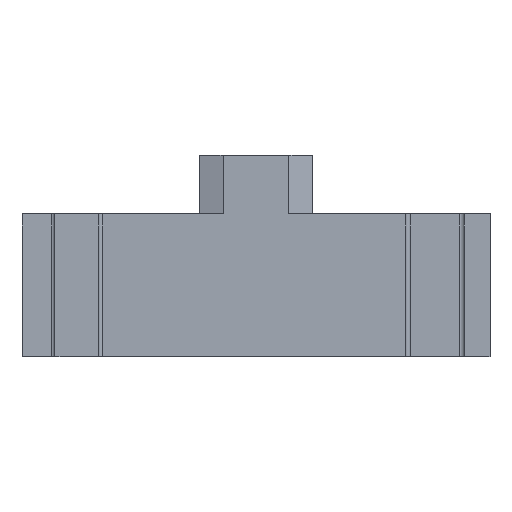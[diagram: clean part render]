
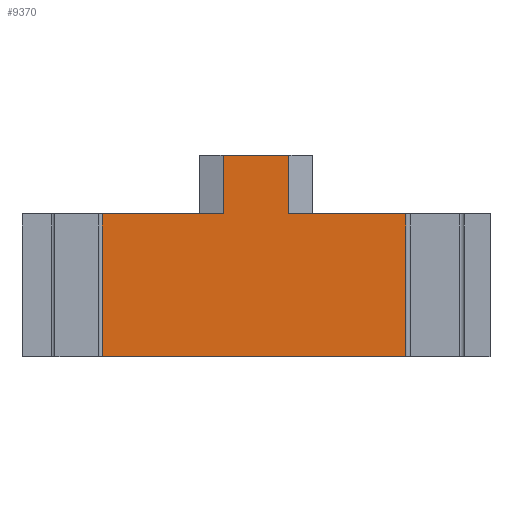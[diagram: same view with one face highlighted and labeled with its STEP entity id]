
A CAD part, front view. The second image highlights one B-rep face of the part: STEP entity #9370.
In plain terms, the highlighted planar face has unit normal (0, -1, 0).
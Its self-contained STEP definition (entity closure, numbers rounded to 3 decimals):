
#44 = PLANE('',#45);
#45 = AXIS2_PLACEMENT_3D('',#46,#47,#48);
#46 = CARTESIAN_POINT('',(-11.15,15.2,2.3));
#47 = DIRECTION('',(-0.,0.,-1.));
#48 = DIRECTION('',(0.,1.,0.));
#100 = PLANE('',#101);
#101 = AXIS2_PLACEMENT_3D('',#102,#103,#104);
#102 = CARTESIAN_POINT('',(-16.,32.,-5.5));
#103 = DIRECTION('',(0.,0.,1.));
#104 = DIRECTION('',(0.,-1.,0.));
#783 = VERTEX_POINT('',#784);
#784 = CARTESIAN_POINT('',(8.2,-15.9,2.3));
#803 = CYLINDRICAL_SURFACE('',#804,0.2);
#804 = AXIS2_PLACEMENT_3D('',#805,#806,#807);
#805 = CARTESIAN_POINT('',(8.4,-15.9,-7.7));
#806 = DIRECTION('',(0.,0.,1.));
#807 = DIRECTION('',(0.,1.,0.));
#815 = EDGE_CURVE('',#783,#816,#818,.T.);
#816 = VERTEX_POINT('',#817);
#817 = CARTESIAN_POINT('',(1.8,-15.9,2.3));
#818 = SURFACE_CURVE('',#819,(#823,#830),.PCURVE_S1.);
#819 = LINE('',#820,#821);
#820 = CARTESIAN_POINT('',(12.8,-15.9,2.3));
#821 = VECTOR('',#822,1.);
#822 = DIRECTION('',(-1.,0.,0.));
#823 = PCURVE('',#44,#824);
#824 = DEFINITIONAL_REPRESENTATION('',(#825),#829);
#825 = LINE('',#826,#827);
#826 = CARTESIAN_POINT('',(-31.1,23.95));
#827 = VECTOR('',#828,1.);
#828 = DIRECTION('',(0.,-1.));
#829 = ( GEOMETRIC_REPRESENTATION_CONTEXT(2) 
PARAMETRIC_REPRESENTATION_CONTEXT() REPRESENTATION_CONTEXT('2D SPACE',''
  ) );
#830 = PCURVE('',#831,#836);
#831 = PLANE('',#832);
#832 = AXIS2_PLACEMENT_3D('',#833,#834,#835);
#833 = CARTESIAN_POINT('',(8.,-15.9,-7.7));
#834 = DIRECTION('',(0.,1.,0.));
#835 = DIRECTION('',(0.,0.,1.));
#836 = DEFINITIONAL_REPRESENTATION('',(#837),#841);
#837 = LINE('',#838,#839);
#838 = CARTESIAN_POINT('',(10.,4.8));
#839 = VECTOR('',#840,1.);
#840 = DIRECTION('',(0.,-1.));
#841 = ( GEOMETRIC_REPRESENTATION_CONTEXT(2) 
PARAMETRIC_REPRESENTATION_CONTEXT() REPRESENTATION_CONTEXT('2D SPACE',''
  ) );
#859 = PLANE('',#860);
#860 = AXIS2_PLACEMENT_3D('',#861,#862,#863);
#861 = CARTESIAN_POINT('',(1.8,-16.,5.5));
#862 = DIRECTION('',(1.,-0.,0.));
#863 = DIRECTION('',(0.,0.,-1.));
#3148 = PLANE('',#3149);
#3149 = AXIS2_PLACEMENT_3D('',#3150,#3151,#3152);
#3150 = CARTESIAN_POINT('',(-1.8,-16.,5.5));
#3151 = DIRECTION('',(0.,0.,1.));
#3152 = DIRECTION('',(1.,0.,-0.));
#3204 = PLANE('',#3205);
#3205 = AXIS2_PLACEMENT_3D('',#3206,#3207,#3208);
#3206 = CARTESIAN_POINT('',(-11.15,15.2,2.3));
#3207 = DIRECTION('',(-0.,0.,-1.));
#3208 = DIRECTION('',(0.,1.,0.));
#3827 = VERTEX_POINT('',#3828);
#3828 = CARTESIAN_POINT('',(-8.4,-15.9,-5.5));
#3842 = PLANE('',#3843);
#3843 = AXIS2_PLACEMENT_3D('',#3844,#3845,#3846);
#3844 = CARTESIAN_POINT('',(-8.4,-15.1,2.3));
#3845 = DIRECTION('',(-1.,0.,0.));
#3846 = DIRECTION('',(0.,-1.,0.));
#3854 = EDGE_CURVE('',#3827,#3855,#3857,.T.);
#3855 = VERTEX_POINT('',#3856);
#3856 = CARTESIAN_POINT('',(8.2,-15.9,-5.5));
#3857 = SURFACE_CURVE('',#3858,(#3862,#3869),.PCURVE_S1.);
#3858 = LINE('',#3859,#3860);
#3859 = CARTESIAN_POINT('',(12.,-15.9,-5.5));
#3860 = VECTOR('',#3861,1.);
#3861 = DIRECTION('',(1.,0.,0.));
#3862 = PCURVE('',#100,#3863);
#3863 = DEFINITIONAL_REPRESENTATION('',(#3864),#3868);
#3864 = LINE('',#3865,#3866);
#3865 = CARTESIAN_POINT('',(47.9,28.));
#3866 = VECTOR('',#3867,1.);
#3867 = DIRECTION('',(0.,1.));
#3868 = ( GEOMETRIC_REPRESENTATION_CONTEXT(2) 
PARAMETRIC_REPRESENTATION_CONTEXT() REPRESENTATION_CONTEXT('2D SPACE',''
  ) );
#3869 = PCURVE('',#831,#3870);
#3870 = DEFINITIONAL_REPRESENTATION('',(#3871),#3875);
#3871 = LINE('',#3872,#3873);
#3872 = CARTESIAN_POINT('',(2.2,4.));
#3873 = VECTOR('',#3874,1.);
#3874 = DIRECTION('',(0.,1.));
#3875 = ( GEOMETRIC_REPRESENTATION_CONTEXT(2) 
PARAMETRIC_REPRESENTATION_CONTEXT() REPRESENTATION_CONTEXT('2D SPACE',''
  ) );
#9326 = VERTEX_POINT('',#9327);
#9327 = CARTESIAN_POINT('',(1.8,-15.9,5.5));
#9348 = EDGE_CURVE('',#816,#9326,#9349,.T.);
#9349 = SURFACE_CURVE('',#9350,(#9354,#9361),.PCURVE_S1.);
#9350 = LINE('',#9351,#9352);
#9351 = CARTESIAN_POINT('',(1.8,-15.9,3.9));
#9352 = VECTOR('',#9353,1.);
#9353 = DIRECTION('',(-0.,0.,1.));
#9354 = PCURVE('',#859,#9355);
#9355 = DEFINITIONAL_REPRESENTATION('',(#9356),#9360);
#9356 = LINE('',#9357,#9358);
#9357 = CARTESIAN_POINT('',(1.6,0.1));
#9358 = VECTOR('',#9359,1.);
#9359 = DIRECTION('',(-1.,0.));
#9360 = ( GEOMETRIC_REPRESENTATION_CONTEXT(2) 
PARAMETRIC_REPRESENTATION_CONTEXT() REPRESENTATION_CONTEXT('2D SPACE',''
  ) );
#9361 = PCURVE('',#831,#9362);
#9362 = DEFINITIONAL_REPRESENTATION('',(#9363),#9367);
#9363 = LINE('',#9364,#9365);
#9364 = CARTESIAN_POINT('',(11.6,-6.2));
#9365 = VECTOR('',#9366,1.);
#9366 = DIRECTION('',(1.,0.));
#9367 = ( GEOMETRIC_REPRESENTATION_CONTEXT(2) 
PARAMETRIC_REPRESENTATION_CONTEXT() REPRESENTATION_CONTEXT('2D SPACE',''
  ) );
#9370 = ADVANCED_FACE('',(#9371),#831,.F.);
#9371 = FACE_BOUND('',#9372,.F.);
#9372 = EDGE_LOOP('',(#9373,#9374,#9397,#9420,#9448,#9469,#9470,#9471));
#9373 = ORIENTED_EDGE('',*,*,#3854,.F.);
#9374 = ORIENTED_EDGE('',*,*,#9375,.T.);
#9375 = EDGE_CURVE('',#3827,#9376,#9378,.T.);
#9376 = VERTEX_POINT('',#9377);
#9377 = CARTESIAN_POINT('',(-8.4,-15.9,2.3));
#9378 = SURFACE_CURVE('',#9379,(#9383,#9390),.PCURVE_S1.);
#9379 = LINE('',#9380,#9381);
#9380 = CARTESIAN_POINT('',(-8.4,-15.9,-1.6));
#9381 = VECTOR('',#9382,1.);
#9382 = DIRECTION('',(0.,-0.,1.));
#9383 = PCURVE('',#831,#9384);
#9384 = DEFINITIONAL_REPRESENTATION('',(#9385),#9389);
#9385 = LINE('',#9386,#9387);
#9386 = CARTESIAN_POINT('',(6.1,-16.4));
#9387 = VECTOR('',#9388,1.);
#9388 = DIRECTION('',(1.,0.));
#9389 = ( GEOMETRIC_REPRESENTATION_CONTEXT(2) 
PARAMETRIC_REPRESENTATION_CONTEXT() REPRESENTATION_CONTEXT('2D SPACE',''
  ) );
#9390 = PCURVE('',#3842,#9391);
#9391 = DEFINITIONAL_REPRESENTATION('',(#9392),#9396);
#9392 = LINE('',#9393,#9394);
#9393 = CARTESIAN_POINT('',(0.8,-3.9));
#9394 = VECTOR('',#9395,1.);
#9395 = DIRECTION('',(0.,1.));
#9396 = ( GEOMETRIC_REPRESENTATION_CONTEXT(2) 
PARAMETRIC_REPRESENTATION_CONTEXT() REPRESENTATION_CONTEXT('2D SPACE',''
  ) );
#9397 = ORIENTED_EDGE('',*,*,#9398,.F.);
#9398 = EDGE_CURVE('',#9399,#9376,#9401,.T.);
#9399 = VERTEX_POINT('',#9400);
#9400 = CARTESIAN_POINT('',(-1.8,-15.9,2.3));
#9401 = SURFACE_CURVE('',#9402,(#9406,#9413),.PCURVE_S1.);
#9402 = LINE('',#9403,#9404);
#9403 = CARTESIAN_POINT('',(12.8,-15.9,2.3));
#9404 = VECTOR('',#9405,1.);
#9405 = DIRECTION('',(-1.,0.,0.));
#9406 = PCURVE('',#831,#9407);
#9407 = DEFINITIONAL_REPRESENTATION('',(#9408),#9412);
#9408 = LINE('',#9409,#9410);
#9409 = CARTESIAN_POINT('',(10.,4.8));
#9410 = VECTOR('',#9411,1.);
#9411 = DIRECTION('',(0.,-1.));
#9412 = ( GEOMETRIC_REPRESENTATION_CONTEXT(2) 
PARAMETRIC_REPRESENTATION_CONTEXT() REPRESENTATION_CONTEXT('2D SPACE',''
  ) );
#9413 = PCURVE('',#3204,#9414);
#9414 = DEFINITIONAL_REPRESENTATION('',(#9415),#9419);
#9415 = LINE('',#9416,#9417);
#9416 = CARTESIAN_POINT('',(-31.1,23.95));
#9417 = VECTOR('',#9418,1.);
#9418 = DIRECTION('',(0.,-1.));
#9419 = ( GEOMETRIC_REPRESENTATION_CONTEXT(2) 
PARAMETRIC_REPRESENTATION_CONTEXT() REPRESENTATION_CONTEXT('2D SPACE',''
  ) );
#9420 = ORIENTED_EDGE('',*,*,#9421,.F.);
#9421 = EDGE_CURVE('',#9422,#9399,#9424,.T.);
#9422 = VERTEX_POINT('',#9423);
#9423 = CARTESIAN_POINT('',(-1.8,-15.9,5.5));
#9424 = SURFACE_CURVE('',#9425,(#9429,#9436),.PCURVE_S1.);
#9425 = LINE('',#9426,#9427);
#9426 = CARTESIAN_POINT('',(-1.8,-15.9,2.3));
#9427 = VECTOR('',#9428,1.);
#9428 = DIRECTION('',(0.,0.,-1.));
#9429 = PCURVE('',#831,#9430);
#9430 = DEFINITIONAL_REPRESENTATION('',(#9431),#9435);
#9431 = LINE('',#9432,#9433);
#9432 = CARTESIAN_POINT('',(10.,-9.8));
#9433 = VECTOR('',#9434,1.);
#9434 = DIRECTION('',(-1.,0.));
#9435 = ( GEOMETRIC_REPRESENTATION_CONTEXT(2) 
PARAMETRIC_REPRESENTATION_CONTEXT() REPRESENTATION_CONTEXT('2D SPACE',''
  ) );
#9436 = PCURVE('',#9437,#9442);
#9437 = PLANE('',#9438);
#9438 = AXIS2_PLACEMENT_3D('',#9439,#9440,#9441);
#9439 = CARTESIAN_POINT('',(-1.8,-16.,2.3));
#9440 = DIRECTION('',(-1.,0.,0.));
#9441 = DIRECTION('',(0.,0.,1.));
#9442 = DEFINITIONAL_REPRESENTATION('',(#9443),#9447);
#9443 = LINE('',#9444,#9445);
#9444 = CARTESIAN_POINT('',(0.,0.1));
#9445 = VECTOR('',#9446,1.);
#9446 = DIRECTION('',(-1.,0.));
#9447 = ( GEOMETRIC_REPRESENTATION_CONTEXT(2) 
PARAMETRIC_REPRESENTATION_CONTEXT() REPRESENTATION_CONTEXT('2D SPACE',''
  ) );
#9448 = ORIENTED_EDGE('',*,*,#9449,.F.);
#9449 = EDGE_CURVE('',#9326,#9422,#9450,.T.);
#9450 = SURFACE_CURVE('',#9451,(#9455,#9462),.PCURVE_S1.);
#9451 = LINE('',#9452,#9453);
#9452 = CARTESIAN_POINT('',(3.1,-15.9,5.5));
#9453 = VECTOR('',#9454,1.);
#9454 = DIRECTION('',(-1.,0.,0.));
#9455 = PCURVE('',#831,#9456);
#9456 = DEFINITIONAL_REPRESENTATION('',(#9457),#9461);
#9457 = LINE('',#9458,#9459);
#9458 = CARTESIAN_POINT('',(13.2,-4.9));
#9459 = VECTOR('',#9460,1.);
#9460 = DIRECTION('',(0.,-1.));
#9461 = ( GEOMETRIC_REPRESENTATION_CONTEXT(2) 
PARAMETRIC_REPRESENTATION_CONTEXT() REPRESENTATION_CONTEXT('2D SPACE',''
  ) );
#9462 = PCURVE('',#3148,#9463);
#9463 = DEFINITIONAL_REPRESENTATION('',(#9464),#9468);
#9464 = LINE('',#9465,#9466);
#9465 = CARTESIAN_POINT('',(4.9,0.1));
#9466 = VECTOR('',#9467,1.);
#9467 = DIRECTION('',(-1.,0.));
#9468 = ( GEOMETRIC_REPRESENTATION_CONTEXT(2) 
PARAMETRIC_REPRESENTATION_CONTEXT() REPRESENTATION_CONTEXT('2D SPACE',''
  ) );
#9469 = ORIENTED_EDGE('',*,*,#9348,.F.);
#9470 = ORIENTED_EDGE('',*,*,#815,.F.);
#9471 = ORIENTED_EDGE('',*,*,#9472,.F.);
#9472 = EDGE_CURVE('',#3855,#783,#9473,.T.);
#9473 = SURFACE_CURVE('',#9474,(#9478,#9485),.PCURVE_S1.);
#9474 = LINE('',#9475,#9476);
#9475 = CARTESIAN_POINT('',(8.2,-15.9,-7.7));
#9476 = VECTOR('',#9477,1.);
#9477 = DIRECTION('',(0.,0.,1.));
#9478 = PCURVE('',#831,#9479);
#9479 = DEFINITIONAL_REPRESENTATION('',(#9480),#9484);
#9480 = LINE('',#9481,#9482);
#9481 = CARTESIAN_POINT('',(0.,0.2));
#9482 = VECTOR('',#9483,1.);
#9483 = DIRECTION('',(1.,0.));
#9484 = ( GEOMETRIC_REPRESENTATION_CONTEXT(2) 
PARAMETRIC_REPRESENTATION_CONTEXT() REPRESENTATION_CONTEXT('2D SPACE',''
  ) );
#9485 = PCURVE('',#803,#9486);
#9486 = DEFINITIONAL_REPRESENTATION('',(#9487),#9491);
#9487 = LINE('',#9488,#9489);
#9488 = CARTESIAN_POINT('',(7.854,0.));
#9489 = VECTOR('',#9490,1.);
#9490 = DIRECTION('',(0.,1.));
#9491 = ( GEOMETRIC_REPRESENTATION_CONTEXT(2) 
PARAMETRIC_REPRESENTATION_CONTEXT() REPRESENTATION_CONTEXT('2D SPACE',''
  ) );
